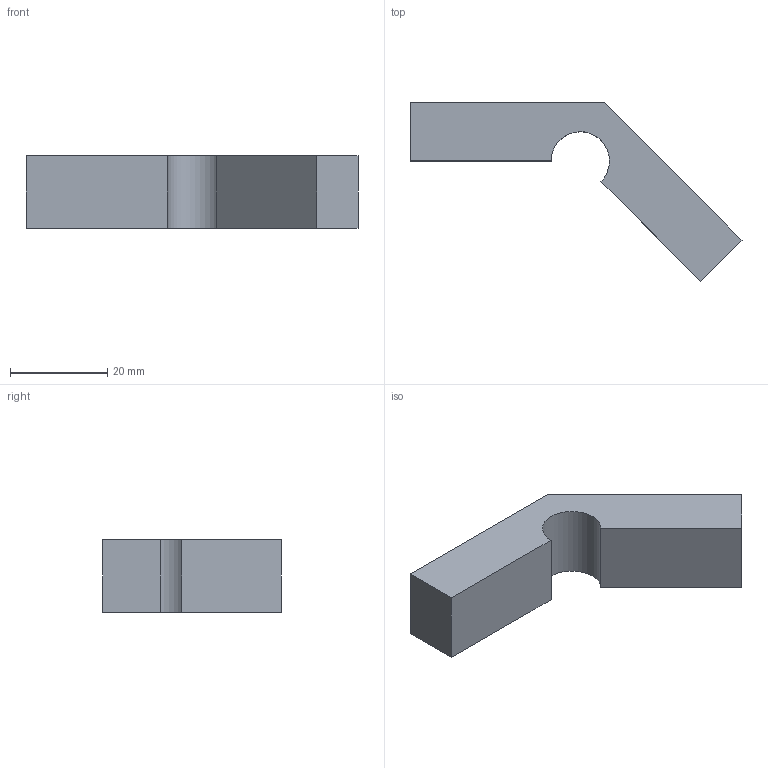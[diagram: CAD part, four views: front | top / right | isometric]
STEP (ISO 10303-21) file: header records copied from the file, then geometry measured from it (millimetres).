
FILE_DESCRIPTION((''),'2;1');
FILE_NAME('FLEXION_45','2025-03-31T15:40:59',('iw87ukax'),(''),'CREO PARAMETRIC BY PTC INC, 2019010','CREO PARAMETRIC BY PTC INC, 2019010','');
FILE_SCHEMA(('CONFIG_CONTROL_DESIGN'));
Length unit declared in the file: millimetre
Products named in the file (1): FLEXION_45
Bounding box: 68.23 x 36.75 x 15 mm (x, y, z)
Volume: 12434.4 mm3; surface area: 4440.5 mm2
Topology: 1 solids, 1 shells, 9 faces, 21 edges, 14 vertices
Faces by surface type: plane 8, cylinder 1
Entity records: 295 total; most frequent: CARTESIAN_POINT 44, ORIENTED_EDGE 42, DIRECTION 41, EDGE_CURVE 21, VECTOR 19, LINE 19, VERTEX_POINT 14, AXIS2_PLACEMENT_3D 11
